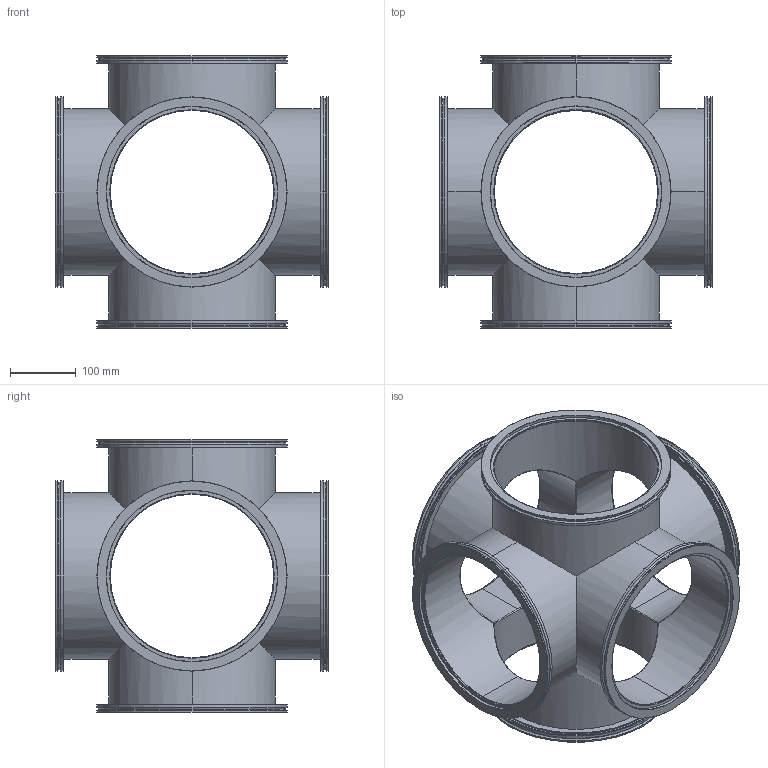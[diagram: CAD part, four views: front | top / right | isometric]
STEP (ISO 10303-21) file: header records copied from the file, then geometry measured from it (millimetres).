
FILE_DESCRIPTION (( 'STEP AP214' ), '1' );
FILE_NAME ('Hositrad_ISOX6-250.STEP', '2015-06-01T15:50:32', ( '' ), ( '' ), 'SwSTEP 2.0', 'SolidWorks 2015', '' );
FILE_SCHEMA (( 'AUTOMOTIVE_DESIGN' ));
Length unit declared in the file: millimetre
Products named in the file (3): ISO-K-Weld-All_ISO250-254; Housing-6way Cross-250; Hositrad_ISOX6-250
Assembly tree (7 placements, depth 2):
  Hositrad_ISOX6-250
    Housing-6way Cross-250
    ISO-K-Weld-All_ISO250-254  x6
Bounding box: 416 x 416 x 416 mm (x, y, z)
Volume: 1974673.3 mm3; surface area: 1200223.3 mm2
Topology: 7 solids, 7 shells, 254 faces, 536 edges, 316 vertices
Faces by surface type: cylinder 108, cone 60, plane 42, torus 24, bspline 12, sphere 8
Entity records: 3142 total; most frequent: CARTESIAN_POINT 1210, DIRECTION 396, ORIENTED_EDGE 392, EDGE_CURVE 196, AXIS2_PLACEMENT_3D 174, VERTEX_POINT 116, EDGE_LOOP 96, CIRCLE 92
